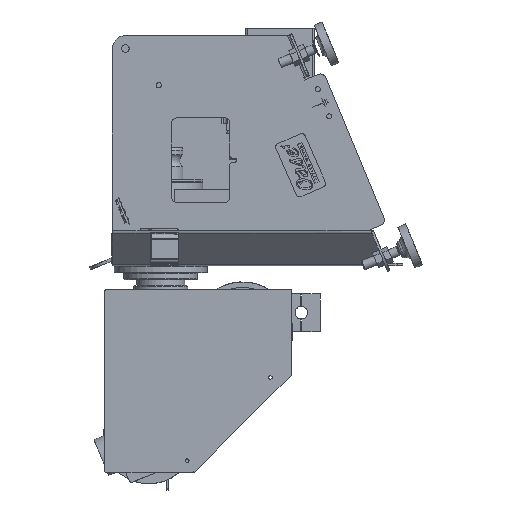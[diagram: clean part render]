
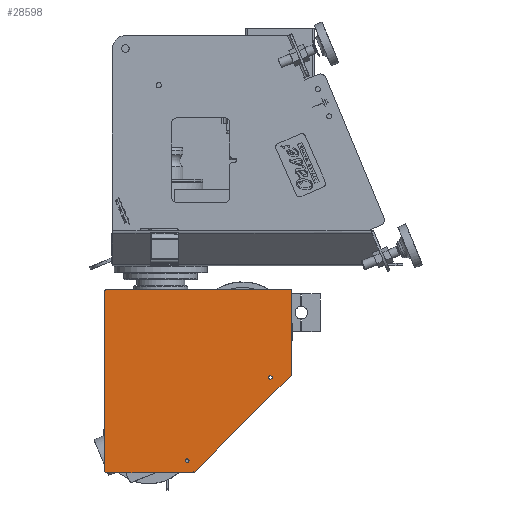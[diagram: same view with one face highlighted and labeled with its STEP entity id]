
A CAD part, front view. The second image highlights one B-rep face of the part: STEP entity #28598.
In plain terms, the highlighted planar face has unit normal (0, -1, 0).
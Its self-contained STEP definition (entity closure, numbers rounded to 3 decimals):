
#580=FACE_BOUND('',#4700,.T.);
#581=FACE_BOUND('',#4701,.T.);
#1550=PLANE('',#30940);
#3007=FACE_OUTER_BOUND('',#4699,.T.);
#4699=EDGE_LOOP('',(#26072,#26073,#26074,#26075,#26076,#26077,#26078,#26079));
#4700=EDGE_LOOP('',(#26080));
#4701=EDGE_LOOP('',(#26081));
#7602=LINE('',#50312,#10554);
#7603=LINE('',#50316,#10555);
#7604=LINE('',#50320,#10556);
#7605=LINE('',#50322,#10557);
#7606=LINE('',#50323,#10558);
#10554=VECTOR('',#38242,10.);
#10555=VECTOR('',#38245,10.);
#10556=VECTOR('',#38248,10.);
#10557=VECTOR('',#38249,10.);
#10558=VECTOR('',#38250,10.);
#11613=CIRCLE('',#30941,1.5);
#11614=CIRCLE('',#30942,1.5);
#11615=CIRCLE('',#30943,1.5);
#11616=CIRCLE('',#30944,3.);
#11617=CIRCLE('',#30945,3.);
#14247=VERTEX_POINT('',#50308);
#14248=VERTEX_POINT('',#50309);
#14249=VERTEX_POINT('',#50311);
#14250=VERTEX_POINT('',#50313);
#14251=VERTEX_POINT('',#50315);
#14252=VERTEX_POINT('',#50317);
#14253=VERTEX_POINT('',#50319);
#14254=VERTEX_POINT('',#50321);
#14255=VERTEX_POINT('',#50324);
#14256=VERTEX_POINT('',#50326);
#18244=EDGE_CURVE('',#14247,#14248,#11613,.T.);
#18245=EDGE_CURVE('',#14248,#14249,#7602,.T.);
#18246=EDGE_CURVE('',#14249,#14250,#11614,.T.);
#18247=EDGE_CURVE('',#14250,#14251,#7603,.T.);
#18248=EDGE_CURVE('',#14251,#14252,#11615,.T.);
#18249=EDGE_CURVE('',#14252,#14253,#7604,.T.);
#18250=EDGE_CURVE('',#14253,#14254,#7605,.T.);
#18251=EDGE_CURVE('',#14254,#14247,#7606,.T.);
#18252=EDGE_CURVE('',#14255,#14255,#11616,.T.);
#18253=EDGE_CURVE('',#14256,#14256,#11617,.T.);
#26072=ORIENTED_EDGE('',*,*,#18244,.T.);
#26073=ORIENTED_EDGE('',*,*,#18245,.T.);
#26074=ORIENTED_EDGE('',*,*,#18246,.T.);
#26075=ORIENTED_EDGE('',*,*,#18247,.T.);
#26076=ORIENTED_EDGE('',*,*,#18248,.T.);
#26077=ORIENTED_EDGE('',*,*,#18249,.T.);
#26078=ORIENTED_EDGE('',*,*,#18250,.T.);
#26079=ORIENTED_EDGE('',*,*,#18251,.T.);
#26080=ORIENTED_EDGE('',*,*,#18252,.T.);
#26081=ORIENTED_EDGE('',*,*,#18253,.T.);
#28598=ADVANCED_FACE('',(#3007,#580,#581),#1550,.T.);
#30940=AXIS2_PLACEMENT_3D('',#50307,#38238,#38239);
#30941=AXIS2_PLACEMENT_3D('',#50310,#38240,#38241);
#30942=AXIS2_PLACEMENT_3D('',#50314,#38243,#38244);
#30943=AXIS2_PLACEMENT_3D('',#50318,#38246,#38247);
#30944=AXIS2_PLACEMENT_3D('',#50325,#38251,#38252);
#30945=AXIS2_PLACEMENT_3D('',#50327,#38253,#38254);
#38238=DIRECTION('center_axis',(0.,-1.,0.));
#38239=DIRECTION('ref_axis',(0.,0.,-1.));
#38240=DIRECTION('center_axis',(0.,1.,0.));
#38241=DIRECTION('ref_axis',(0.,0.,1.));
#38242=DIRECTION('',(0.,0.,-1.));
#38243=DIRECTION('center_axis',(0.,1.,0.));
#38244=DIRECTION('ref_axis',(-1.,0.,0.));
#38245=DIRECTION('',(1.,0.,0.));
#38246=DIRECTION('center_axis',(0.,1.,0.));
#38247=DIRECTION('ref_axis',(-0.707,0.,-0.707));
#38248=DIRECTION('',(0.707,0.,0.707));
#38249=DIRECTION('',(0.,0.,1.));
#38250=DIRECTION('',(-1.,0.,0.));
#38251=DIRECTION('center_axis',(0.,1.,0.));
#38252=DIRECTION('ref_axis',(-1.,0.,0.));
#38253=DIRECTION('center_axis',(0.,1.,0.));
#38254=DIRECTION('ref_axis',(-1.,0.,0.));
#50307=CARTESIAN_POINT('Origin',(127.586,-150.5,-207.678));
#50308=CARTESIAN_POINT('',(-11.5,-150.5,-70.));
#50309=CARTESIAN_POINT('',(-13.,-150.5,-71.5));
#50310=CARTESIAN_POINT('Origin',(-13.,-150.5,-70.));
#50311=CARTESIAN_POINT('',(-13.,-150.5,-380.));
#50312=CARTESIAN_POINT('',(-13.,-150.5,-71.5));
#50313=CARTESIAN_POINT('',(-11.5,-150.5,-381.5));
#50314=CARTESIAN_POINT('Origin',(-13.,-150.5,-381.5));
#50315=CARTESIAN_POINT('',(136.5,-150.5,-381.5));
#50316=CARTESIAN_POINT('',(-11.5,-150.5,-381.5));
#50317=CARTESIAN_POINT('',(139.061,-150.5,-380.439));
#50318=CARTESIAN_POINT('Origin',(138.,-150.5,-381.5));
#50319=CARTESIAN_POINT('',(304.,-150.5,-215.5));
#50320=CARTESIAN_POINT('',(139.061,-150.5,-380.439));
#50321=CARTESIAN_POINT('',(304.,-150.5,-70.));
#50322=CARTESIAN_POINT('',(304.,-150.5,-215.5));
#50323=CARTESIAN_POINT('',(304.,-150.5,-70.));
#50324=CARTESIAN_POINT('',(271.716,-150.5,-219.243));
#50325=CARTESIAN_POINT('Origin',(268.716,-150.5,-219.243));
#50326=CARTESIAN_POINT('',(130.294,-150.5,-360.664));
#50327=CARTESIAN_POINT('Origin',(127.294,-150.5,-360.664));
